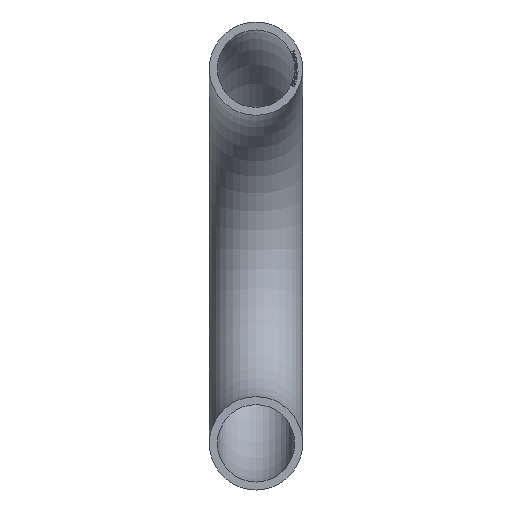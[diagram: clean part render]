
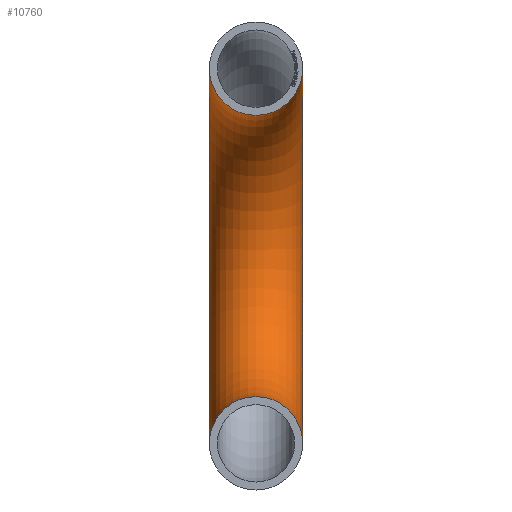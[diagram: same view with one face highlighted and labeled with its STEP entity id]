
A CAD part, front view. The second image highlights one B-rep face of the part: STEP entity #10760.
In plain terms, the highlighted toroidal (fillet/blend) face has major radius 54 mm and minor radius 13.45 mm.
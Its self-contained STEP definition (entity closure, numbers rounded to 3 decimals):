
#251 = AXIS2_PLACEMENT_3D ( 'NONE', #1636, #5627, #6521 ) ;
#604 = VERTEX_POINT ( 'NONE', #5031 ) ;
#1118 = EDGE_CURVE ( 'NONE', #604, #604, #8099, .T. ) ;
#1636 = CARTESIAN_POINT ( 'NONE',  ( 0., 215.177, -54. ) ) ;
#2276 = CARTESIAN_POINT ( 'NONE',  ( 0., 215.177, -121.45 ) ) ;
#2663 = CARTESIAN_POINT ( 'NONE',  ( 0., 215.177, 0. ) ) ;
#3454 = FACE_OUTER_BOUND ( 'NONE', #10441, .T. ) ;
#3585 = DIRECTION ( 'NONE',  ( 0., -1., 0. ) ) ;
#5031 = CARTESIAN_POINT ( 'NONE',  ( 0., 215.177, 13.45 ) ) ;
#5627 = DIRECTION ( 'NONE',  ( -1., 0., 0. ) ) ;
#5720 = CIRCLE ( 'NONE', #10628, 13.45 ) ;
#6092 = EDGE_LOOP ( 'NONE', ( #9681 ) ) ;
#6521 = DIRECTION ( 'NONE',  ( 0., 0., 1. ) ) ;
#8026 = ORIENTED_EDGE ( 'NONE', *, *, #1118, .T. ) ;
#8099 = CIRCLE ( 'NONE', #12339, 13.45 ) ;
#8431 = TOROIDAL_SURFACE ( 'NONE', #251, 54., 13.45 ) ;
#8557 = CARTESIAN_POINT ( 'NONE',  ( 0., 215.177, -108. ) ) ;
#8619 = FACE_OUTER_BOUND ( 'NONE', #6092, .T. ) ;
#8732 = EDGE_CURVE ( 'NONE', #10699, #10699, #5720, .T. ) ;
#9083 = DIRECTION ( 'NONE',  ( 0., 0., 1. ) ) ;
#9681 = ORIENTED_EDGE ( 'NONE', *, *, #8732, .F. ) ;
#10394 = DIRECTION ( 'NONE',  ( 0., 0., -1. ) ) ;
#10441 = EDGE_LOOP ( 'NONE', ( #8026 ) ) ;
#10628 = AXIS2_PLACEMENT_3D ( 'NONE', #8557, #3585, #10394 ) ;
#10699 = VERTEX_POINT ( 'NONE', #2276 ) ;
#10760 = ADVANCED_FACE ( 'NONE', ( #3454, #8619 ), #8431, .T. ) ;
#11843 = DIRECTION ( 'NONE',  ( 0., 1., 0. ) ) ;
#12339 = AXIS2_PLACEMENT_3D ( 'NONE', #2663, #11843, #9083 ) ;
